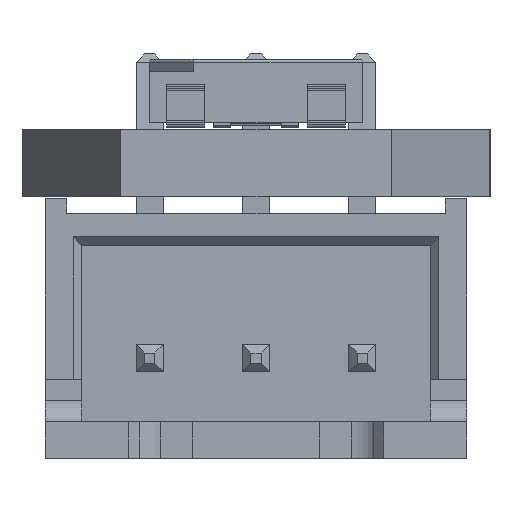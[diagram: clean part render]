
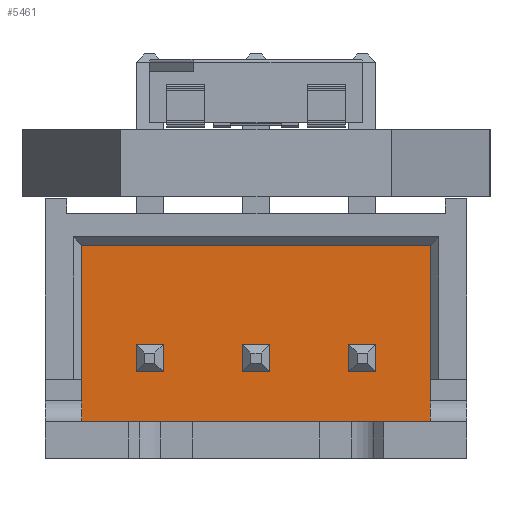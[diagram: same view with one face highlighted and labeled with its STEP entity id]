
A CAD part, left-side view. The second image highlights one B-rep face of the part: STEP entity #5461.
In plain terms, the highlighted face is planar.
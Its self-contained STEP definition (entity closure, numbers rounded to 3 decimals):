
#131=FACE_BOUND('',#702,.T.);
#132=FACE_BOUND('',#703,.T.);
#133=FACE_BOUND('',#704,.T.);
#423=FACE_OUTER_BOUND('',#701,.T.);
#701=EDGE_LOOP('',(#4378,#4379,#4380,#4381));
#702=EDGE_LOOP('',(#4382,#4383,#4384,#4385));
#703=EDGE_LOOP('',(#4386,#4387,#4388,#4389));
#704=EDGE_LOOP('',(#4390,#4391,#4392,#4393));
#1357=LINE('',#8415,#1956);
#1415=LINE('',#8556,#2014);
#1416=LINE('',#8559,#2015);
#1418=LINE('',#8562,#2017);
#1419=LINE('',#8566,#2018);
#1420=LINE('',#8568,#2019);
#1421=LINE('',#8570,#2020);
#1422=LINE('',#8571,#2021);
#1423=LINE('',#8574,#2022);
#1424=LINE('',#8576,#2023);
#1425=LINE('',#8578,#2024);
#1426=LINE('',#8579,#2025);
#1427=LINE('',#8582,#2026);
#1428=LINE('',#8584,#2027);
#1429=LINE('',#8586,#2028);
#1430=LINE('',#8587,#2029);
#1956=VECTOR('',#6883,1.);
#2014=VECTOR('',#6997,1.);
#2015=VECTOR('',#7000,1.);
#2017=VECTOR('',#7004,1.);
#2018=VECTOR('',#7007,1.);
#2019=VECTOR('',#7008,1.);
#2020=VECTOR('',#7009,1.);
#2021=VECTOR('',#7010,1.);
#2022=VECTOR('',#7011,1.);
#2023=VECTOR('',#7012,1.);
#2024=VECTOR('',#7013,1.);
#2025=VECTOR('',#7014,1.);
#2026=VECTOR('',#7015,1.);
#2027=VECTOR('',#7016,1.);
#2028=VECTOR('',#7017,1.);
#2029=VECTOR('',#7018,1.);
#2477=VERTEX_POINT('',#8412);
#2478=VERTEX_POINT('',#8414);
#2533=VERTEX_POINT('',#8554);
#2534=VERTEX_POINT('',#8558);
#2535=VERTEX_POINT('',#8564);
#2536=VERTEX_POINT('',#8565);
#2537=VERTEX_POINT('',#8567);
#2538=VERTEX_POINT('',#8569);
#2539=VERTEX_POINT('',#8572);
#2540=VERTEX_POINT('',#8573);
#2541=VERTEX_POINT('',#8575);
#2542=VERTEX_POINT('',#8577);
#2543=VERTEX_POINT('',#8580);
#2544=VERTEX_POINT('',#8581);
#2545=VERTEX_POINT('',#8583);
#2546=VERTEX_POINT('',#8585);
#3104=EDGE_CURVE('',#2478,#2477,#1357,.T.);
#3175=EDGE_CURVE('',#2477,#2533,#1415,.T.);
#3176=EDGE_CURVE('',#2534,#2478,#1416,.T.);
#3178=EDGE_CURVE('',#2533,#2534,#1418,.T.);
#3179=EDGE_CURVE('',#2535,#2536,#1419,.T.);
#3180=EDGE_CURVE('',#2535,#2537,#1420,.T.);
#3181=EDGE_CURVE('',#2537,#2538,#1421,.T.);
#3182=EDGE_CURVE('',#2538,#2536,#1422,.T.);
#3183=EDGE_CURVE('',#2539,#2540,#1423,.T.);
#3184=EDGE_CURVE('',#2540,#2541,#1424,.T.);
#3185=EDGE_CURVE('',#2541,#2542,#1425,.T.);
#3186=EDGE_CURVE('',#2539,#2542,#1426,.T.);
#3187=EDGE_CURVE('',#2543,#2544,#1427,.T.);
#3188=EDGE_CURVE('',#2544,#2545,#1428,.T.);
#3189=EDGE_CURVE('',#2545,#2546,#1429,.T.);
#3190=EDGE_CURVE('',#2543,#2546,#1430,.T.);
#4378=ORIENTED_EDGE('',*,*,#3104,.T.);
#4379=ORIENTED_EDGE('',*,*,#3175,.T.);
#4380=ORIENTED_EDGE('',*,*,#3178,.T.);
#4381=ORIENTED_EDGE('',*,*,#3176,.T.);
#4382=ORIENTED_EDGE('',*,*,#3179,.F.);
#4383=ORIENTED_EDGE('',*,*,#3180,.T.);
#4384=ORIENTED_EDGE('',*,*,#3181,.T.);
#4385=ORIENTED_EDGE('',*,*,#3182,.T.);
#4386=ORIENTED_EDGE('',*,*,#3183,.T.);
#4387=ORIENTED_EDGE('',*,*,#3184,.T.);
#4388=ORIENTED_EDGE('',*,*,#3185,.T.);
#4389=ORIENTED_EDGE('',*,*,#3186,.F.);
#4390=ORIENTED_EDGE('',*,*,#3187,.T.);
#4391=ORIENTED_EDGE('',*,*,#3188,.T.);
#4392=ORIENTED_EDGE('',*,*,#3189,.T.);
#4393=ORIENTED_EDGE('',*,*,#3190,.F.);
#4987=PLANE('',#5871);
#5461=ADVANCED_FACE('',(#423,#131,#132,#133),#4987,.T.);
#5871=AXIS2_PLACEMENT_3D('',#8563,#7005,#7006);
#6883=DIRECTION('',(-1.,0.,0.));
#6997=DIRECTION('',(0.,0.,-1.));
#7000=DIRECTION('',(0.,0.,1.));
#7004=DIRECTION('',(1.,0.,0.));
#7005=DIRECTION('center_axis',(0.,-1.,0.));
#7006=DIRECTION('ref_axis',(-1.,0.,0.));
#7007=DIRECTION('',(0.,0.,-1.));
#7008=DIRECTION('',(1.,0.,0.));
#7009=DIRECTION('',(0.,0.,-1.));
#7010=DIRECTION('',(-1.,0.,0.));
#7011=DIRECTION('',(1.,0.,0.));
#7012=DIRECTION('',(0.,0.,-1.));
#7013=DIRECTION('',(-1.,0.,0.));
#7014=DIRECTION('',(0.,0.,-1.));
#7015=DIRECTION('',(1.,0.,0.));
#7016=DIRECTION('',(0.,0.,-1.));
#7017=DIRECTION('',(-1.,0.,0.));
#7018=DIRECTION('',(0.,0.,-1.));
#8412=CARTESIAN_POINT('',(-1.6,-2.45,5.25));
#8414=CARTESIAN_POINT('',(6.6,-2.45,5.25));
#8415=CARTESIAN_POINT('',(6.6,-2.45,5.25));
#8554=CARTESIAN_POINT('',(-1.6,-2.45,1.1));
#8556=CARTESIAN_POINT('',(-1.6,-2.45,5.25));
#8558=CARTESIAN_POINT('',(6.6,-2.45,1.1));
#8559=CARTESIAN_POINT('',(6.6,-2.45,1.1));
#8562=CARTESIAN_POINT('',(-1.6,-2.45,1.1));
#8563=CARTESIAN_POINT('Origin',(2.5,-2.45,3.175));
#8564=CARTESIAN_POINT('',(2.18,-2.45,4.07));
#8565=CARTESIAN_POINT('',(2.18,-2.45,3.43));
#8566=CARTESIAN_POINT('',(2.18,-2.45,2.532));
#8567=CARTESIAN_POINT('',(2.82,-2.45,4.07));
#8568=CARTESIAN_POINT('',(2.66,-2.45,4.07));
#8569=CARTESIAN_POINT('',(2.82,-2.45,3.43));
#8570=CARTESIAN_POINT('',(2.82,-2.45,2.532));
#8571=CARTESIAN_POINT('',(2.66,-2.45,3.43));
#8572=CARTESIAN_POINT('',(-0.32,-2.45,4.07));
#8573=CARTESIAN_POINT('',(0.32,-2.45,4.07));
#8574=CARTESIAN_POINT('',(1.41,-2.45,4.07));
#8575=CARTESIAN_POINT('',(0.32,-2.45,3.43));
#8576=CARTESIAN_POINT('',(0.32,-2.45,2.522));
#8577=CARTESIAN_POINT('',(-0.32,-2.45,3.43));
#8578=CARTESIAN_POINT('',(1.41,-2.45,3.43));
#8579=CARTESIAN_POINT('',(-0.32,-2.45,2.522));
#8580=CARTESIAN_POINT('',(4.68,-2.45,4.07));
#8581=CARTESIAN_POINT('',(5.32,-2.45,4.07));
#8582=CARTESIAN_POINT('',(3.91,-2.45,4.07));
#8583=CARTESIAN_POINT('',(5.32,-2.45,3.43));
#8584=CARTESIAN_POINT('',(5.32,-2.45,2.522));
#8585=CARTESIAN_POINT('',(4.68,-2.45,3.43));
#8586=CARTESIAN_POINT('',(3.91,-2.45,3.43));
#8587=CARTESIAN_POINT('',(4.68,-2.45,2.522));
